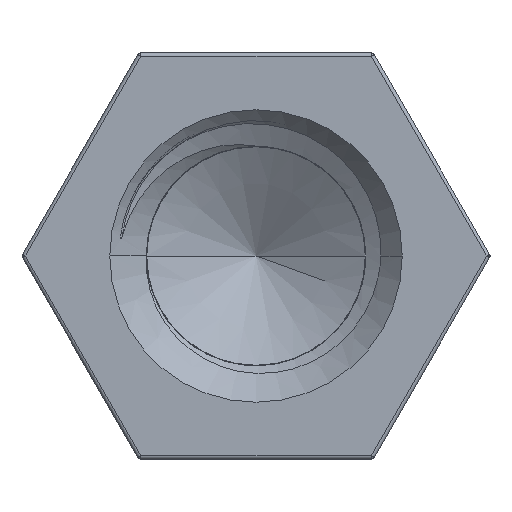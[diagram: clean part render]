
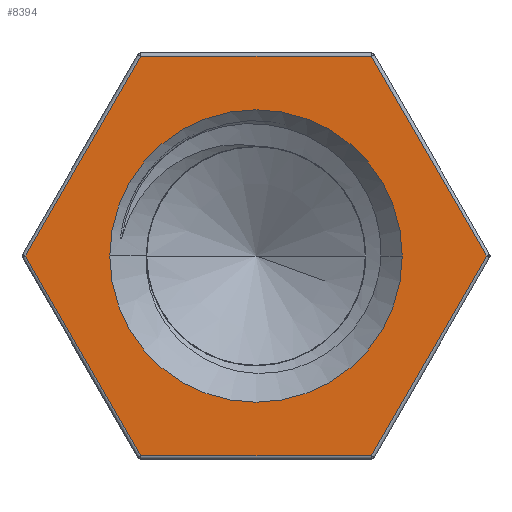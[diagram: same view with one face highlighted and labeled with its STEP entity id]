
A CAD part, left-side view. The second image highlights one B-rep face of the part: STEP entity #8394.
In plain terms, the highlighted planar face has unit normal (-1, 0, 0).
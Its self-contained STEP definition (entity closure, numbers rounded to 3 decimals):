
#2636=DIRECTION('',(0.,-0.5,-0.866));
#2637=VECTOR('',#2636,3.405);
#2638=CARTESIAN_POINT('',(-12.,3.405,0.));
#2639=LINE('',#2638,#2637);
#2643=DIRECTION('',(0.,0.5,-0.866));
#2644=VECTOR('',#2643,3.405);
#2645=CARTESIAN_POINT('',(-12.,1.703,2.949));
#2646=LINE('',#2645,#2644);
#2650=DIRECTION('',(0.,1.,0.));
#2651=VECTOR('',#2650,3.405);
#2652=CARTESIAN_POINT('',(-12.,-1.703,2.949));
#2653=LINE('',#2652,#2651);
#2657=DIRECTION('',(0.,0.5,0.866));
#2658=VECTOR('',#2657,3.405);
#2659=CARTESIAN_POINT('',(-12.,-3.405,0.));
#2660=LINE('',#2659,#2658);
#2664=DIRECTION('',(0.,-0.5,0.866));
#2665=VECTOR('',#2664,3.405);
#2666=CARTESIAN_POINT('',(-12.,-1.703,-2.949));
#2667=LINE('',#2666,#2665);
#2671=DIRECTION('',(0.,-1.,0.));
#2672=VECTOR('',#2671,3.405);
#2673=CARTESIAN_POINT('',(-12.,1.703,-2.949));
#2674=LINE('',#2673,#2672);
#2678=CARTESIAN_POINT('',(-12.,0.,0.));
#2679=DIRECTION('',(1.,0.,0.));
#2680=DIRECTION('',(0.,1.,0.));
#2681=AXIS2_PLACEMENT_3D('',#2678,#2679,#2680);
#2686=CARTESIAN_POINT('',(-12.,0.,0.));
#2687=DIRECTION('',(1.,0.,0.));
#2688=DIRECTION('',(0.,-1.,0.));
#2689=AXIS2_PLACEMENT_3D('',#2686,#2687,#2688);
#5713=CARTESIAN_POINT('',(-12.,3.405,0.));
#5714=CARTESIAN_POINT('',(-12.,1.703,-2.949));
#5715=VERTEX_POINT('',#5713);
#5716=VERTEX_POINT('',#5714);
#5725=CARTESIAN_POINT('',(-12.,-1.703,-2.949));
#5726=VERTEX_POINT('',#5725);
#5773=CARTESIAN_POINT('',(-12.,-3.405,0.));
#5774=VERTEX_POINT('',#5773);
#5775=CARTESIAN_POINT('',(-12.,-1.703,2.949));
#5776=VERTEX_POINT('',#5775);
#5777=CARTESIAN_POINT('',(-12.,1.703,2.949));
#5778=VERTEX_POINT('',#5777);
#5794=CARTESIAN_POINT('',(-12.,2.16,0.));
#5796=VERTEX_POINT('',#5794);
#5798=CARTESIAN_POINT('',(-12.,-2.16,0.));
#5800=VERTEX_POINT('',#5798);
#8371=CARTESIAN_POINT('',(-12.,0.,0.));
#8372=DIRECTION('',(1.,0.,0.));
#8373=DIRECTION('',(0.,-1.,0.));
#8374=AXIS2_PLACEMENT_3D('',#8371,#8372,#8373);
#8375=PLANE('',#8374);
#8376=ORIENTED_EDGE('',*,*,#8362,.F.);
#8378=ORIENTED_EDGE('',*,*,#8377,.F.);
#8380=ORIENTED_EDGE('',*,*,#8379,.F.);
#8382=ORIENTED_EDGE('',*,*,#8381,.F.);
#8384=ORIENTED_EDGE('',*,*,#8383,.F.);
#8385=ORIENTED_EDGE('',*,*,#8283,.F.);
#8386=EDGE_LOOP('',(#8376,#8378,#8380,#8382,#8384,#8385));
#8387=FACE_OUTER_BOUND('',#8386,.F.);
#8389=ORIENTED_EDGE('',*,*,#8388,.F.);
#8391=ORIENTED_EDGE('',*,*,#8390,.F.);
#8392=EDGE_LOOP('',(#8389,#8391));
#8393=FACE_BOUND('',#8392,.F.);
#2682=CIRCLE('',#2681,2.16);
#2690=CIRCLE('',#2689,2.16);
#8283=EDGE_CURVE('',#5716,#5726,#2674,.T.);
#8362=EDGE_CURVE('',#5715,#5716,#2639,.T.);
#8377=EDGE_CURVE('',#5778,#5715,#2646,.T.);
#8379=EDGE_CURVE('',#5776,#5778,#2653,.T.);
#8381=EDGE_CURVE('',#5774,#5776,#2660,.T.);
#8383=EDGE_CURVE('',#5726,#5774,#2667,.T.);
#8388=EDGE_CURVE('',#5796,#5800,#2682,.T.);
#8390=EDGE_CURVE('',#5800,#5796,#2690,.T.);
#8394=ADVANCED_FACE('',(#8387,#8393),#8375,.F.);
